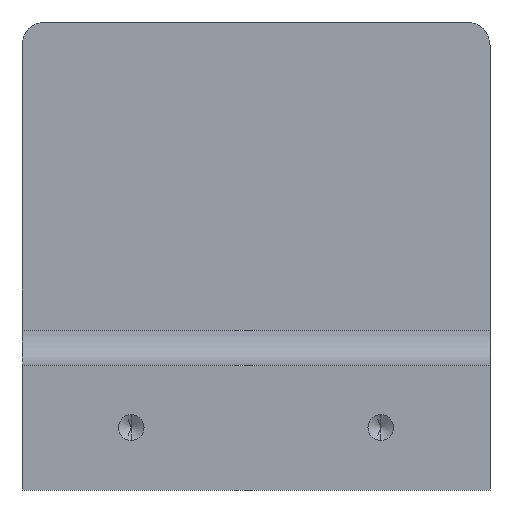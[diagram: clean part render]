
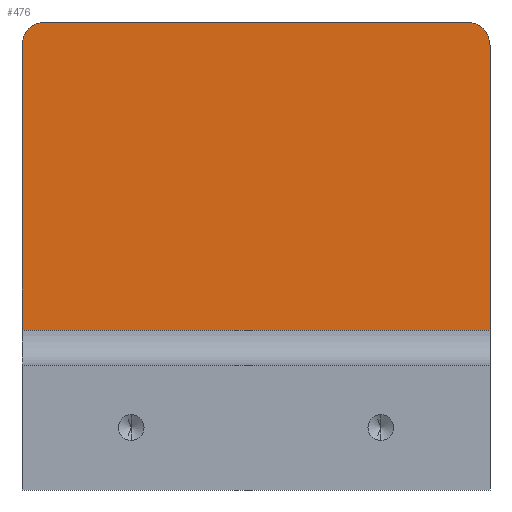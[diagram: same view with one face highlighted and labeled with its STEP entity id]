
A CAD part, front view. The second image highlights one B-rep face of the part: STEP entity #476.
In plain terms, the highlighted planar face has unit normal (0, -1, 0).
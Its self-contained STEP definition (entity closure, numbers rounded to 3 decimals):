
#4 = AXIS2_PLACEMENT_3D ( 'NONE', #688, #85, #502 ) ;
#42 = CARTESIAN_POINT ( 'NONE',  ( 30., 19., 52. ) ) ;
#75 = VECTOR ( 'NONE', #223, 1000. ) ;
#85 = DIRECTION ( 'NONE',  ( 0., -1., 0. ) ) ;
#159 = VECTOR ( 'NONE', #484, 1000. ) ;
#197 = VECTOR ( 'NONE', #626, 1000. ) ;
#201 = CARTESIAN_POINT ( 'NONE',  ( -30., 19., 49. ) ) ;
#217 = ORIENTED_EDGE ( 'NONE', *, *, #252, .T. ) ;
#223 = DIRECTION ( 'NONE',  ( -1., 0., 0. ) ) ;
#225 = EDGE_CURVE ( 'NONE', #270, #338, #298, .T. ) ;
#240 = LINE ( 'NONE', #676, #624 ) ;
#244 = CIRCLE ( 'NONE', #323, 3. ) ;
#252 = EDGE_CURVE ( 'NONE', #709, #593, #597, .T. ) ;
#258 = EDGE_LOOP ( 'NONE', ( #217, #411, #772, #751, #344, #615 ) ) ;
#266 = EDGE_CURVE ( 'NONE', #270, #709, #244, .T. ) ;
#270 = VERTEX_POINT ( 'NONE', #534 ) ;
#295 = DIRECTION ( 'NONE',  ( 0., 0., 1. ) ) ;
#298 = LINE ( 'NONE', #786, #159 ) ;
#314 = DIRECTION ( 'NONE',  ( 0., 0., 1. ) ) ;
#322 = CARTESIAN_POINT ( 'NONE',  ( 30., 19., 52. ) ) ;
#323 = AXIS2_PLACEMENT_3D ( 'NONE', #660, #605, #295 ) ;
#338 = VERTEX_POINT ( 'NONE', #467 ) ;
#344 = ORIENTED_EDGE ( 'NONE', *, *, #225, .F. ) ;
#373 = CARTESIAN_POINT ( 'NONE',  ( -30., 19., 52. ) ) ;
#387 = LINE ( 'NONE', #373, #197 ) ;
#411 = ORIENTED_EDGE ( 'NONE', *, *, #454, .T. ) ;
#420 = EDGE_CURVE ( 'NONE', #338, #700, #240, .T. ) ;
#428 = CIRCLE ( 'NONE', #4, 3. ) ;
#454 = EDGE_CURVE ( 'NONE', #593, #493, #428, .T. ) ;
#466 = CARTESIAN_POINT ( 'NONE',  ( 27., 19., 52. ) ) ;
#467 = CARTESIAN_POINT ( 'NONE',  ( 30., 19., 12.5 ) ) ;
#476 = ADVANCED_FACE ( 'NONE', ( #679 ), #619, .F. ) ;
#484 = DIRECTION ( 'NONE',  ( 0., 0., -1. ) ) ;
#493 = VERTEX_POINT ( 'NONE', #201 ) ;
#502 = DIRECTION ( 'NONE',  ( 0., 0., 1. ) ) ;
#533 = CARTESIAN_POINT ( 'NONE',  ( -30., 19., 12.5 ) ) ;
#534 = CARTESIAN_POINT ( 'NONE',  ( 30., 19., 49. ) ) ;
#543 = AXIS2_PLACEMENT_3D ( 'NONE', #322, #746, #314 ) ;
#563 = DIRECTION ( 'NONE',  ( -1., 0., 0. ) ) ;
#593 = VERTEX_POINT ( 'NONE', #687 ) ;
#597 = LINE ( 'NONE', #42, #75 ) ;
#605 = DIRECTION ( 'NONE',  ( 0., -1., 0. ) ) ;
#613 = EDGE_CURVE ( 'NONE', #493, #700, #387, .T. ) ;
#615 = ORIENTED_EDGE ( 'NONE', *, *, #266, .T. ) ;
#619 = PLANE ( 'NONE',  #543 ) ;
#624 = VECTOR ( 'NONE', #563, 1000. ) ;
#626 = DIRECTION ( 'NONE',  ( 0., 0., -1. ) ) ;
#660 = CARTESIAN_POINT ( 'NONE',  ( 27., 19., 49. ) ) ;
#676 = CARTESIAN_POINT ( 'NONE',  ( 30., 19., 12.5 ) ) ;
#679 = FACE_OUTER_BOUND ( 'NONE', #258, .T. ) ;
#687 = CARTESIAN_POINT ( 'NONE',  ( -27., 19., 52. ) ) ;
#688 = CARTESIAN_POINT ( 'NONE',  ( -27., 19., 49. ) ) ;
#700 = VERTEX_POINT ( 'NONE', #533 ) ;
#709 = VERTEX_POINT ( 'NONE', #466 ) ;
#746 = DIRECTION ( 'NONE',  ( 0., 1., 0. ) ) ;
#751 = ORIENTED_EDGE ( 'NONE', *, *, #420, .F. ) ;
#772 = ORIENTED_EDGE ( 'NONE', *, *, #613, .T. ) ;
#786 = CARTESIAN_POINT ( 'NONE',  ( 30., 19., 52. ) ) ;
